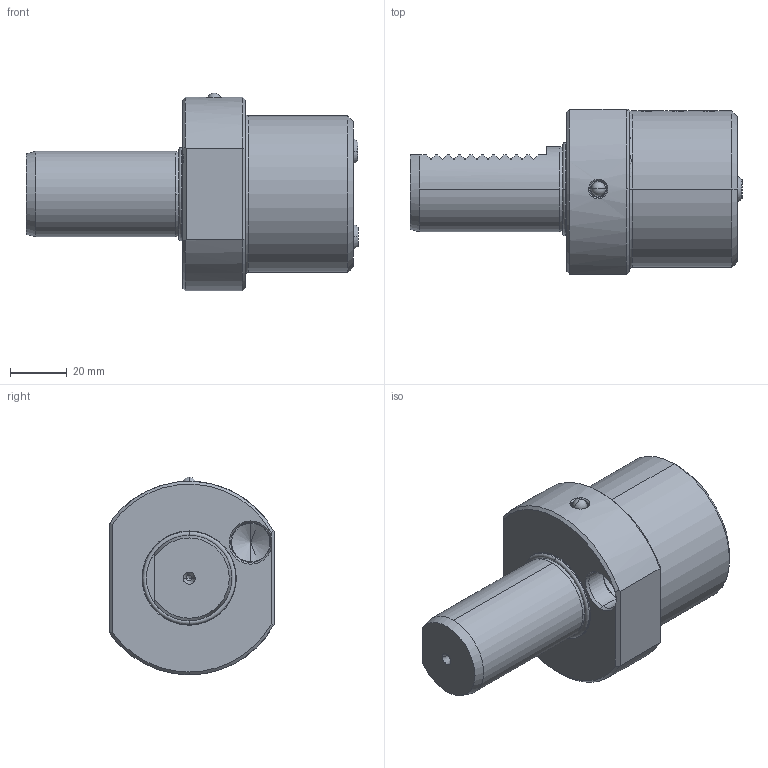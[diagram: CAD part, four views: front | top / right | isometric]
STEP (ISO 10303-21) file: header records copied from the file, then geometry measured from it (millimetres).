
FILE_DESCRIPTION (( 'STEP AP203' ), '1' );
FILE_NAME ('309.52.12.STEP', '2016-11-26T06:46:51', ( '' ), ( '' ), 'SwSTEP 2.0', 'SolidWorks 2012', '' );
FILE_SCHEMA (( 'CONFIG_CONTROL_DESIGN' ));
Length unit declared in the file: millimetre
Products named in the file (8): 309.52.12; 管螺文螺絲; M8xP1.25x20L; 2-44100006N4出水銅嘴; O型環; 6止水鉚珠; VDI30        E2_12; 皿頭_M4xP0.7x8L
Assembly tree (11 placements, depth 2):
  309.52.12
    VDI30        E2_12
    皿頭_M4xP0.7x8L  x2
    M8xP1.25x20L  x3
    2-44100006N4出水銅嘴  x2
    6止水鉚珠
    O型環
    管螺文螺絲
Bounding box: 116.6 x 58 x 69.46 mm (x, y, z)
Volume: 188049.7 mm3; surface area: 36468.5 mm2
Topology: 12 solids, 12 shells, 751 faces, 2039 edges, 1298 vertices
Faces by surface type: cylinder 375, cone 192, plane 113, bspline 51, torus 14, sphere 6
Entity records: 59597 total; most frequent: CARTESIAN_POINT 45801, ORIENTED_EDGE 3158, DIRECTION 2210, EDGE_CURVE 1579, VERTEX_POINT 1003, AXIS2_PLACEMENT_3D 828, EDGE_LOOP 618, FACE_OUTER_BOUND 595
